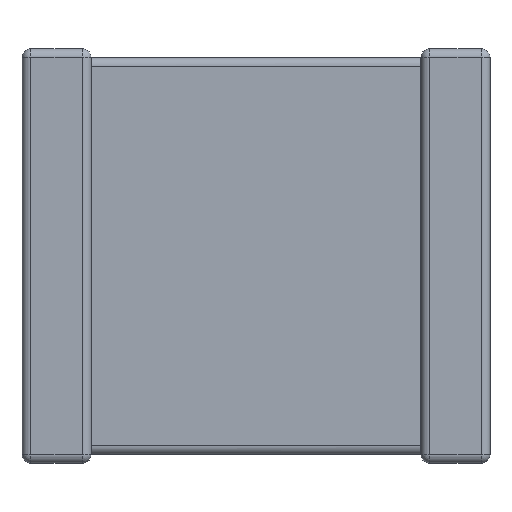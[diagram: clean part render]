
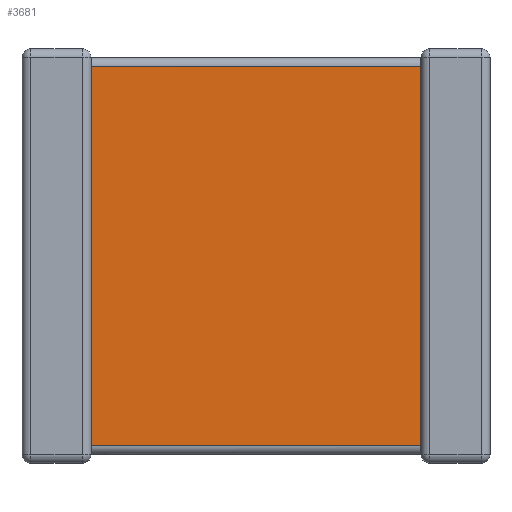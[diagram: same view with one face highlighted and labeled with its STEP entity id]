
A CAD part, front view. The second image highlights one B-rep face of the part: STEP entity #3681.
In plain terms, the highlighted planar face has unit normal (0, -1, 0).
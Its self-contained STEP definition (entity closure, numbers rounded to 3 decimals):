
#219 = VERTEX_POINT ( 'NONE', #1235 ) ;
#417 = DIRECTION ( 'NONE',  ( -1., 0., 0. ) ) ;
#713 = VECTOR ( 'NONE', #986, 1000. ) ;
#751 = PLANE ( 'NONE',  #877 ) ;
#766 = EDGE_CURVE ( 'NONE', #1747, #3466, #886, .T. ) ;
#877 = AXIS2_PLACEMENT_3D ( 'NONE', #4212, #2176, #1803 ) ;
#886 = LINE ( 'NONE', #3395, #4314 ) ;
#986 = DIRECTION ( 'NONE',  ( 0., 0., 1. ) ) ;
#1235 = CARTESIAN_POINT ( 'NONE',  ( 0.9, 0.112, -0.225 ) ) ;
#1747 = VERTEX_POINT ( 'NONE', #1836 ) ;
#1765 = CARTESIAN_POINT ( 'NONE',  ( 5.2, 0.112, -5.4 ) ) ;
#1803 = DIRECTION ( 'NONE',  ( 1., 0., 0. ) ) ;
#1836 = CARTESIAN_POINT ( 'NONE',  ( 0.9, 0.112, -5.175 ) ) ;
#1895 = VECTOR ( 'NONE', #417, 1000. ) ;
#2121 = ORIENTED_EDGE ( 'NONE', *, *, #766, .T. ) ;
#2176 = DIRECTION ( 'NONE',  ( 0., -1., 0. ) ) ;
#2250 = EDGE_CURVE ( 'NONE', #1747, #219, #3403, .T. ) ;
#2286 = VERTEX_POINT ( 'NONE', #3473 ) ;
#2420 = EDGE_CURVE ( 'NONE', #3466, #2286, #2891, .T. ) ;
#2480 = CARTESIAN_POINT ( 'NONE',  ( 0.9, 0.112, -0.225 ) ) ;
#2488 = FACE_OUTER_BOUND ( 'NONE', #3155, .T. ) ;
#2754 = VECTOR ( 'NONE', #3540, 1000. ) ;
#2891 = LINE ( 'NONE', #1765, #2754 ) ;
#2928 = CARTESIAN_POINT ( 'NONE',  ( 5.2, 0.112, -5.175 ) ) ;
#3155 = EDGE_LOOP ( 'NONE', ( #4132, #2121, #3574, #3959 ) ) ;
#3356 = DIRECTION ( 'NONE',  ( 1., 0., 0. ) ) ;
#3395 = CARTESIAN_POINT ( 'NONE',  ( 5.2, 0.112, -5.175 ) ) ;
#3403 = LINE ( 'NONE', #3432, #713 ) ;
#3432 = CARTESIAN_POINT ( 'NONE',  ( 0.9, 0.112, -5.4 ) ) ;
#3466 = VERTEX_POINT ( 'NONE', #2928 ) ;
#3473 = CARTESIAN_POINT ( 'NONE',  ( 5.2, 0.112, -0.225 ) ) ;
#3515 = LINE ( 'NONE', #2480, #1895 ) ;
#3540 = DIRECTION ( 'NONE',  ( 0., 0., 1. ) ) ;
#3574 = ORIENTED_EDGE ( 'NONE', *, *, #2420, .T. ) ;
#3681 = ADVANCED_FACE ( 'NONE', ( #2488 ), #751, .T. ) ;
#3959 = ORIENTED_EDGE ( 'NONE', *, *, #4172, .T. ) ;
#4132 = ORIENTED_EDGE ( 'NONE', *, *, #2250, .F. ) ;
#4172 = EDGE_CURVE ( 'NONE', #2286, #219, #3515, .T. ) ;
#4212 = CARTESIAN_POINT ( 'NONE',  ( 0.9, 0.112, -5.4 ) ) ;
#4314 = VECTOR ( 'NONE', #3356, 1000. ) ;
